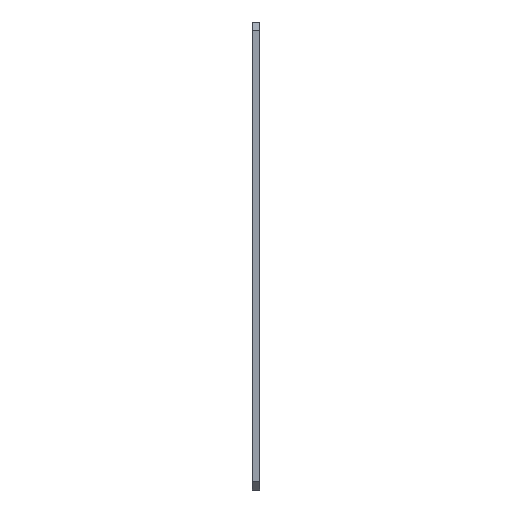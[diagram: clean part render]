
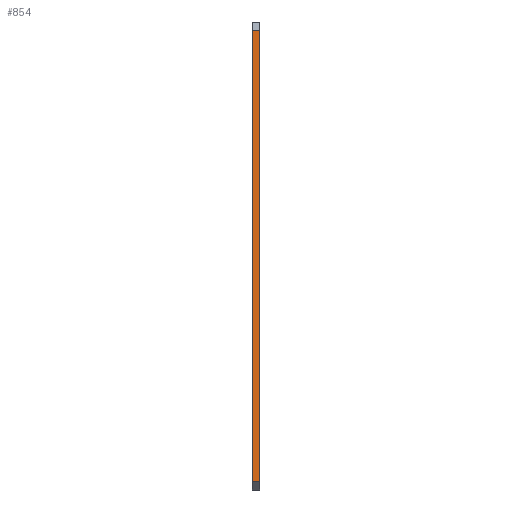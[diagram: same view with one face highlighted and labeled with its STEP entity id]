
A CAD part, left-side view. The second image highlights one B-rep face of the part: STEP entity #854.
In plain terms, the highlighted planar face has unit normal (-1, 0, 0).
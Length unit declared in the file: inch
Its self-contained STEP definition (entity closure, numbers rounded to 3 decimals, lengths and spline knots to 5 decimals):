
#62=PLANE('',#967);
#98=FACE_OUTER_BOUND('',#134,.T.);
#134=EDGE_LOOP('',(#691,#692,#693,#694));
#218=LINE('',#1439,#276);
#219=LINE('',#1442,#277);
#220=LINE('',#1444,#278);
#221=LINE('',#1445,#279);
#276=VECTOR('',#1196,0.3937);
#277=VECTOR('',#1199,0.3937);
#278=VECTOR('',#1200,0.3937);
#279=VECTOR('',#1201,0.3937);
#429=VERTEX_POINT('',#1432);
#432=VERTEX_POINT('',#1437);
#433=VERTEX_POINT('',#1441);
#434=VERTEX_POINT('',#1443);
#544=EDGE_CURVE('',#432,#429,#218,.T.);
#545=EDGE_CURVE('',#432,#433,#219,.T.);
#546=EDGE_CURVE('',#434,#433,#220,.T.);
#547=EDGE_CURVE('',#429,#434,#221,.T.);
#691=ORIENTED_EDGE('',*,*,#544,.F.);
#692=ORIENTED_EDGE('',*,*,#545,.T.);
#693=ORIENTED_EDGE('',*,*,#546,.F.);
#694=ORIENTED_EDGE('',*,*,#547,.F.);
#854=ADVANCED_FACE('',(#98),#62,.T.);
#967=AXIS2_PLACEMENT_3D('',#1440,#1197,#1198);
#1196=DIRECTION('',(0.,1.,0.));
#1197=DIRECTION('center_axis',(-1.,0.,0.));
#1198=DIRECTION('ref_axis',(0.,0.,1.));
#1199=DIRECTION('',(0.,0.,1.));
#1200=DIRECTION('',(0.,-1.,0.));
#1201=DIRECTION('',(0.,0.,1.));
#1432=CARTESIAN_POINT('',(0.28012,0.125,0.24254));
#1437=CARTESIAN_POINT('',(0.28012,0.,0.24254));
#1439=CARTESIAN_POINT('',(0.28012,0.,0.24254));
#1440=CARTESIAN_POINT('Origin',(0.28012,0.,0.10254));
#1441=CARTESIAN_POINT('',(0.28012,0.,7.96254));
#1442=CARTESIAN_POINT('',(0.28012,0.,0.10254));
#1443=CARTESIAN_POINT('',(0.28012,0.125,7.96254));
#1444=CARTESIAN_POINT('',(0.28012,0.,7.96254));
#1445=CARTESIAN_POINT('',(0.28012,0.125,0.10254));
